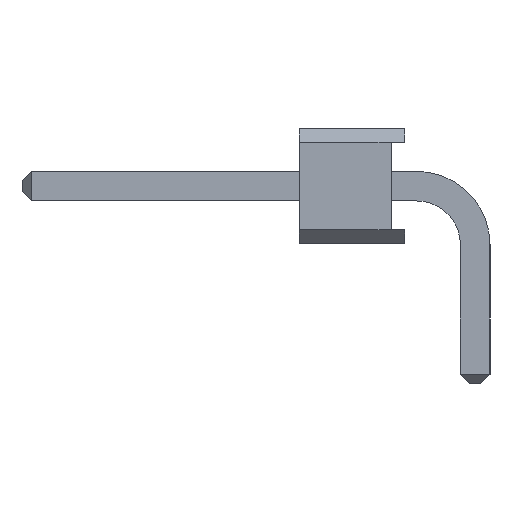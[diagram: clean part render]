
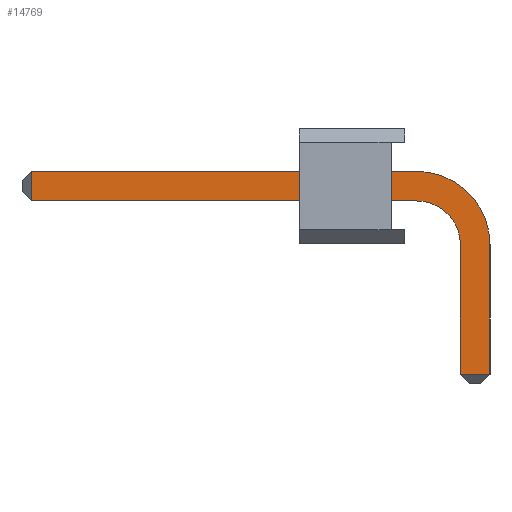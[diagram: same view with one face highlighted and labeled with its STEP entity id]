
A CAD part, left-side view. The second image highlights one B-rep face of the part: STEP entity #14769.
In plain terms, the highlighted planar face has unit normal (-1, 0, 0).
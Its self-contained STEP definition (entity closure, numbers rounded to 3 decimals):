
#404 = VERTEX_POINT ( 'NONE', #14939 ) ;
#662 = DIRECTION ( 'NONE',  ( 0., 0., -1. ) ) ;
#901 = ORIENTED_EDGE ( 'NONE', *, *, #3239, .T. ) ;
#930 = ORIENTED_EDGE ( 'NONE', *, *, #13529, .F. ) ;
#1058 = LINE ( 'NONE', #8437, #11022 ) ;
#1215 = ORIENTED_EDGE ( 'NONE', *, *, #1235, .F. ) ;
#1235 = EDGE_CURVE ( 'NONE', #4390, #10462, #2982, .T. ) ;
#1283 = CARTESIAN_POINT ( 'NONE',  ( -0.32, 1.27, 0. ) ) ;
#1975 = AXIS2_PLACEMENT_3D ( 'NONE', #13630, #2740, #11089 ) ;
#2381 = AXIS2_PLACEMENT_3D ( 'NONE', #1283, #14866, #6135 ) ;
#2740 = DIRECTION ( 'NONE',  ( 1., 0., 0. ) ) ;
#2934 = ORIENTED_EDGE ( 'NONE', *, *, #8037, .T. ) ;
#2982 = LINE ( 'NONE', #12581, #8935 ) ;
#3239 = EDGE_CURVE ( 'NONE', #15166, #10462, #13082, .T. ) ;
#3576 = VERTEX_POINT ( 'NONE', #13379 ) ;
#3689 = ORIENTED_EDGE ( 'NONE', *, *, #15060, .F. ) ;
#4390 = VERTEX_POINT ( 'NONE', #8684 ) ;
#4532 = CARTESIAN_POINT ( 'NONE',  ( -0.32, 1.27, 1.59 ) ) ;
#4592 = DIRECTION ( 'NONE',  ( 0., 0., -1. ) ) ;
#4871 = EDGE_CURVE ( 'NONE', #3576, #11571, #8489, .T. ) ;
#5204 = CIRCLE ( 'NONE', #2381, 0.95 ) ;
#6135 = DIRECTION ( 'NONE',  ( 0., 0., 1. ) ) ;
#6485 = FACE_OUTER_BOUND ( 'NONE', #9303, .T. ) ;
#6558 = DIRECTION ( 'NONE',  ( 0., 1., 0. ) ) ;
#6560 = PLANE ( 'NONE',  #10744 ) ;
#7551 = EDGE_CURVE ( 'NONE', #10612, #13081, #1058, .T. ) ;
#8037 = EDGE_CURVE ( 'NONE', #13081, #15166, #5204, .T. ) ;
#8310 = CARTESIAN_POINT ( 'NONE',  ( -0.32, 0.32, -3. ) ) ;
#8437 = CARTESIAN_POINT ( 'NONE',  ( -0.32, 1.27, 0.95 ) ) ;
#8489 = LINE ( 'NONE', #4532, #12174 ) ;
#8684 = CARTESIAN_POINT ( 'NONE',  ( -0.32, -0.32, -2.8 ) ) ;
#8925 = DIRECTION ( 'NONE',  ( 1., 0., 0. ) ) ;
#8935 = VECTOR ( 'NONE', #6558, 1000. ) ;
#9145 = ORIENTED_EDGE ( 'NONE', *, *, #9314, .F. ) ;
#9303 = EDGE_LOOP ( 'NONE', ( #11730, #2934, #901, #1215, #930, #9145, #12867, #3689 ) ) ;
#9314 = EDGE_CURVE ( 'NONE', #11571, #404, #11882, .T. ) ;
#9317 = CARTESIAN_POINT ( 'NONE',  ( -0.32, 9.61, 1.59 ) ) ;
#9521 = VECTOR ( 'NONE', #11626, 1000. ) ;
#9659 = CARTESIAN_POINT ( 'NONE',  ( -0.32, 0.32, -2.8 ) ) ;
#9944 = CARTESIAN_POINT ( 'NONE',  ( -0.32, 1.27, 1.59 ) ) ;
#10214 = VECTOR ( 'NONE', #4592, 1000. ) ;
#10368 = CARTESIAN_POINT ( 'NONE',  ( -0.32, -0.32, -3. ) ) ;
#10462 = VERTEX_POINT ( 'NONE', #9659 ) ;
#10612 = VERTEX_POINT ( 'NONE', #12680 ) ;
#10744 = AXIS2_PLACEMENT_3D ( 'NONE', #12500, #8925, #11157 ) ;
#10801 = VECTOR ( 'NONE', #662, 1000. ) ;
#11022 = VECTOR ( 'NONE', #15448, 1000. ) ;
#11089 = DIRECTION ( 'NONE',  ( 0., 0., 1. ) ) ;
#11157 = DIRECTION ( 'NONE',  ( 0., 0., -1. ) ) ;
#11571 = VERTEX_POINT ( 'NONE', #9944 ) ;
#11626 = DIRECTION ( 'NONE',  ( 0., 0., 1. ) ) ;
#11730 = ORIENTED_EDGE ( 'NONE', *, *, #7551, .T. ) ;
#11798 = LINE ( 'NONE', #10368, #10801 ) ;
#11882 = CIRCLE ( 'NONE', #1975, 1.59 ) ;
#12174 = VECTOR ( 'NONE', #14245, 1000. ) ;
#12500 = CARTESIAN_POINT ( 'NONE',  ( -0.32, 1.27, 1.59 ) ) ;
#12581 = CARTESIAN_POINT ( 'NONE',  ( -0.32, -0.32, -2.8 ) ) ;
#12680 = CARTESIAN_POINT ( 'NONE',  ( -0.32, 9.61, 0.95 ) ) ;
#12867 = ORIENTED_EDGE ( 'NONE', *, *, #4871, .F. ) ;
#12872 = CARTESIAN_POINT ( 'NONE',  ( -0.32, 0.32, 0. ) ) ;
#13081 = VERTEX_POINT ( 'NONE', #14542 ) ;
#13082 = LINE ( 'NONE', #8310, #10214 ) ;
#13379 = CARTESIAN_POINT ( 'NONE',  ( -0.32, 9.61, 1.59 ) ) ;
#13529 = EDGE_CURVE ( 'NONE', #404, #4390, #11798, .T. ) ;
#13630 = CARTESIAN_POINT ( 'NONE',  ( -0.32, 1.27, 0. ) ) ;
#13999 = LINE ( 'NONE', #9317, #9521 ) ;
#14245 = DIRECTION ( 'NONE',  ( 0., -1., 0. ) ) ;
#14542 = CARTESIAN_POINT ( 'NONE',  ( -0.32, 1.27, 0.95 ) ) ;
#14769 = ADVANCED_FACE ( 'NONE', ( #6485 ), #6560, .F. ) ;
#14866 = DIRECTION ( 'NONE',  ( 1., 0., 0. ) ) ;
#14939 = CARTESIAN_POINT ( 'NONE',  ( -0.32, -0.32, 0. ) ) ;
#15060 = EDGE_CURVE ( 'NONE', #10612, #3576, #13999, .T. ) ;
#15166 = VERTEX_POINT ( 'NONE', #12872 ) ;
#15448 = DIRECTION ( 'NONE',  ( 0., -1., 0. ) ) ;
